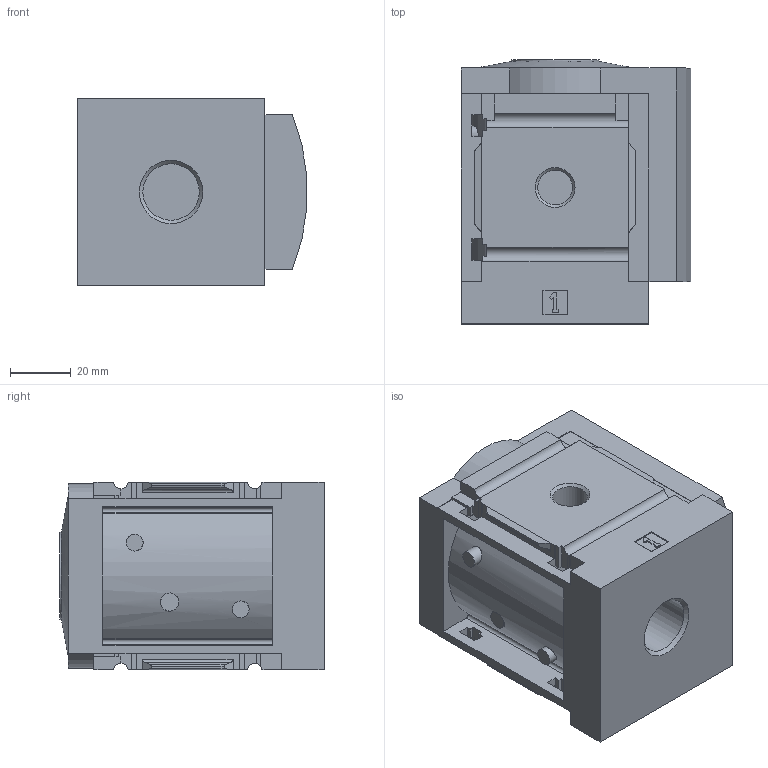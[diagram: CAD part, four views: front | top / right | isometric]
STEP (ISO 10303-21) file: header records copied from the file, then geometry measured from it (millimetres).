
FILE_DESCRIPTION(/* description */ ('STEP AP214'),/* implementation_level */ '2;1');
FILE_NAME(/* name */ '536967_MS6-FRM-1_4-I',/* time_stamp */ '2024-09-10T15:52:55+02:00',/* author */ ('License CC BY-ND 4.0'),/* organization */ ('CADENAS'),/* preprocessor_version */ 'ST-DEVELOPER v19.3',/* originating_system */ 'PARTsolutions',/* authorisation */ ' ');
FILE_SCHEMA (('AUTOMOTIVE_DESIGN {1 0 10303 214 3 1 1}'));
Length unit declared in the file: millimetre
Products named in the file (2): 536967 MS6-FRM-1/4-I; 527676 MS6-FRM-1/4-I0P1
Assembly tree (1 placements, depth 2):
  536967 MS6-FRM-1/4-I
    527676 MS6-FRM-1/4-I0P1
Bounding box: 75.8 x 87.2 x 62 mm (x, y, z)
Volume: 330165 mm3; surface area: 37426.8 mm2
Topology: 1 solids, 1 shells, 184 faces, 505 edges, 332 vertices
Faces by surface type: plane 143, cylinder 34, cone 7
Full cylindrical faces by diameter (mm): 5.5 x2, 11.445 x2, 18.631 x2, 29 x1
Entity records: 5774 total; most frequent: CARTESIAN_POINT 1041, ORIENTED_EDGE 976, DIRECTION 935, EDGE_CURVE 488, LINE 405, VECTOR 405, VERTEX_POINT 329, AXIS2_PLACEMENT_3D 265
